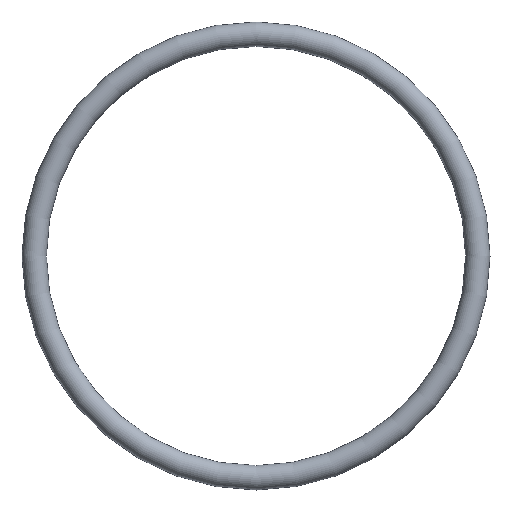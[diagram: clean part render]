
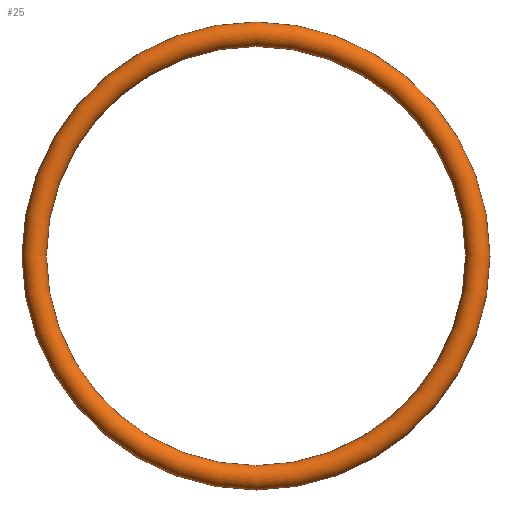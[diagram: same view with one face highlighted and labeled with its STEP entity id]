
A CAD part, front view. The second image highlights one B-rep face of the part: STEP entity #25.
In plain terms, the highlighted toroidal (fillet/blend) face has major radius 10.9 mm and minor radius 0.6 mm.
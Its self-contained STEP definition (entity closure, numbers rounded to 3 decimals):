
#25 = ADVANCED_FACE( '', ( #44 ), #45, .T. );
#44 = FACE_BOUND( '', #54, .T. );
#45 = TOROIDAL_SURFACE( '', #55, 10.9, 0.6 );
#54 = VERTEX_LOOP( '', #58 );
#55 = AXIS2_PLACEMENT_3D( '', #59, #60, #61 );
#58 = VERTEX_POINT( '', #63 );
#59 = CARTESIAN_POINT( '', ( 0., 0., 0. ) );
#60 = DIRECTION( '', ( 0., -1., 0. ) );
#61 = DIRECTION( '', ( 0., 0., -1. ) );
#63 = CARTESIAN_POINT( '', ( 0., 0., -11.5 ) );
